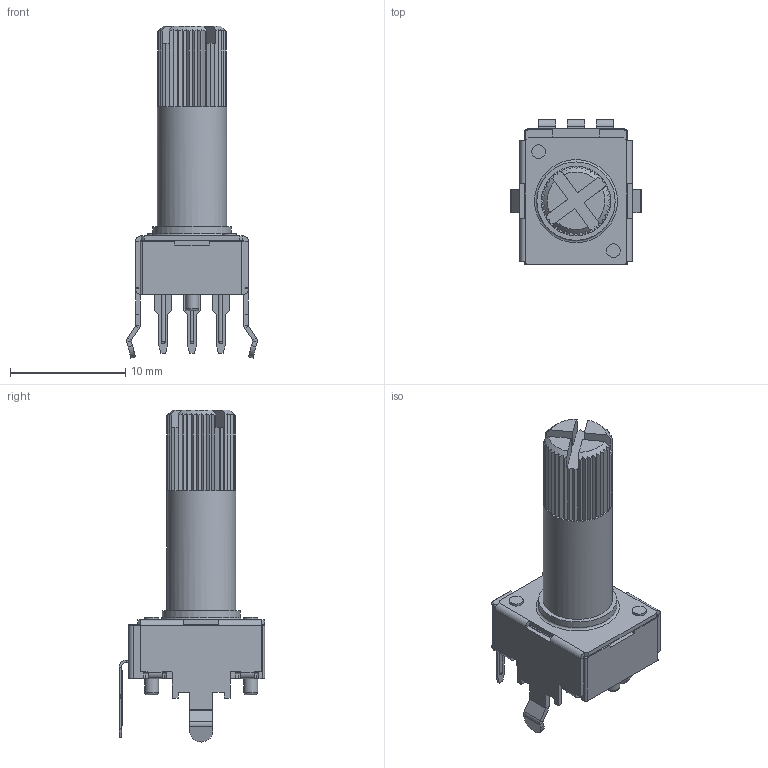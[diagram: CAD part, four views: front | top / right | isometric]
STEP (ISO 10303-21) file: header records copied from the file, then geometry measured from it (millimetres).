
FILE_DESCRIPTION(('STEP AP214'), '1');
FILE_NAME('R-0904N-KT', '', ('UNSPECIFIED'), ('UNSPECIFIED'), 'ASCON STEP Converter 1.6', 'ASCON Math Kernel', '');
FILE_SCHEMA(('AUTOMOTIVE_DESIGN { 1 0 10303 214 3 1 1}'));
Length unit declared in the file: millimetre
Bounding box: 11.32 x 12.6 x 28.8 mm (x, y, z)
Volume: 1066.9 mm3; surface area: 1449 mm2
Topology: 6 solids, 6 shells, 467 faces, 1140 edges, 685 vertices
Faces by surface type: plane 348, cylinder 86, sphere 12, torus 9, bspline 8, cone 4
Full cylindrical faces by diameter (mm): 1.2 x7, 6 x2, 6.8 x1
Entity records: 17918 total; most frequent: CARTESIAN_POINT 3354, ORIENTED_EDGE 2226, DIRECTION 2190, EDGE_CURVE 1113, LINE 772, VECTOR 772, AXIS2_PLACEMENT_3D 709, VERTEX_POINT 685
